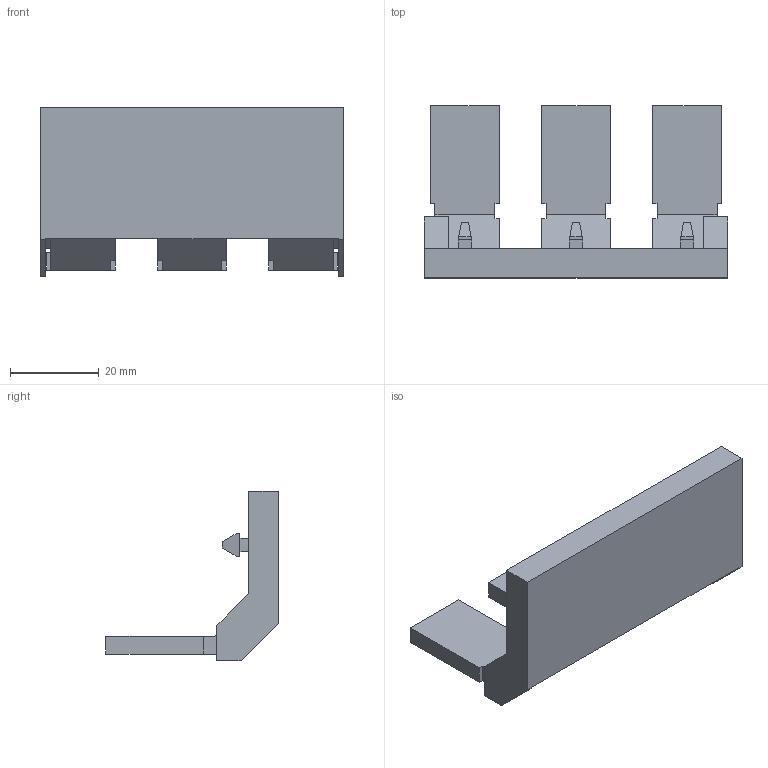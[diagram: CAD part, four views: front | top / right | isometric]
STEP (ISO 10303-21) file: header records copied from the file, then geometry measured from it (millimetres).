
FILE_DESCRIPTION(('Creo Elements/Direct Modeling STEP Export'),'2;1');
FILE_NAME('model.stp','2018-01-27T 9:15:12',(''),(''),'Creo Elements/Direct Modeling STEP processor for AP214 (Solid Model)','Creo Elements/Direct Modeling 18.1I 14-Aug-2016 (C) Parametric Technology GmbH','');
FILE_SCHEMA(('AUTOMOTIVE_DESIGN { 1 0 10303 214 1 1 1 1 }'));
Length unit declared in the file: millimetre
Products named in the file (2): EB_3-25_UKH-select
Assembly tree (1 placements, depth 2):
  EB_3-25_UKH-select
    EB_3-25_UKH-select
Bounding box: 68.3 x 38.8 x 38.2 mm (x, y, z)
Volume: 18961.6 mm3; surface area: 10843.5 mm2
Topology: 1 solids, 1 shells, 107 faces, 292 edges, 190 vertices
Faces by surface type: plane 107
Entity records: 4065 total; most frequent: ORIENTED_EDGE 584, CARTESIAN_POINT 572, DIRECTION 485, EDGE_CURVE 292, VECTOR 279, LINE 279, VERTEX_POINT 190, EDGE_LOOP 110
